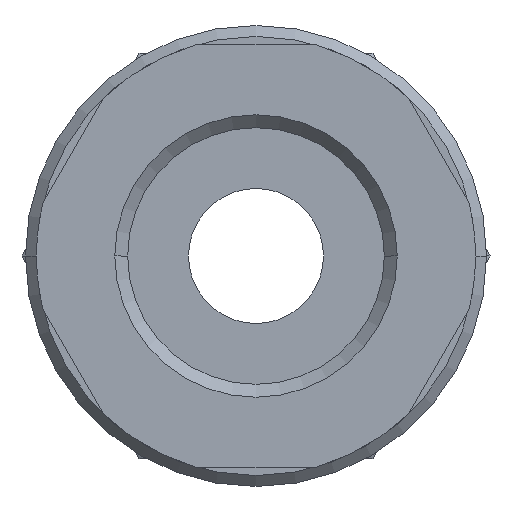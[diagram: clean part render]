
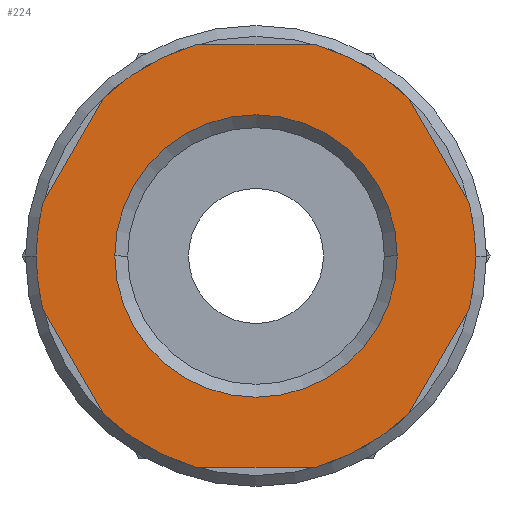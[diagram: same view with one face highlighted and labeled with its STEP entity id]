
A CAD part, front view. The second image highlights one B-rep face of the part: STEP entity #224.
In plain terms, the highlighted planar face has unit normal (0, -1, 0).
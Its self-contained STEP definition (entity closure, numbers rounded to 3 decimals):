
#224=ADVANCED_FACE('',(#465,#466),#467,.T.);
#465=FACE_BOUND('',#720,.T.);
#466=FACE_OUTER_BOUND('',#721,.T.);
#467=PLANE('',#722);
#720=EDGE_LOOP('',(#1268,#1269));
#721=EDGE_LOOP('',(#1270,#1271,#1272,#1273,#1274,#1275,#1276,#1277,#1278,#1279,#1280,#1281,#1282,#1283));
#722=AXIS2_PLACEMENT_3D('',#1284,#1285,#1286);
#1268=ORIENTED_EDGE('',*,*,#1601,.T.);
#1269=ORIENTED_EDGE('',*,*,#1675,.T.);
#1270=ORIENTED_EDGE('',*,*,#1676,.F.);
#1271=ORIENTED_EDGE('',*,*,#1593,.F.);
#1272=ORIENTED_EDGE('',*,*,#1567,.F.);
#1273=ORIENTED_EDGE('',*,*,#1606,.F.);
#1274=ORIENTED_EDGE('',*,*,#1518,.F.);
#1275=ORIENTED_EDGE('',*,*,#1669,.F.);
#1276=ORIENTED_EDGE('',*,*,#1648,.F.);
#1277=ORIENTED_EDGE('',*,*,#1508,.F.);
#1278=ORIENTED_EDGE('',*,*,#1677,.F.);
#1279=ORIENTED_EDGE('',*,*,#1678,.F.);
#1280=ORIENTED_EDGE('',*,*,#1679,.F.);
#1281=ORIENTED_EDGE('',*,*,#1624,.F.);
#1282=ORIENTED_EDGE('',*,*,#1528,.F.);
#1283=ORIENTED_EDGE('',*,*,#1680,.F.);
#1284=CARTESIAN_POINT('',(6.5,0.0,0.0));
#1285=DIRECTION('',(-0.0,-1.0,-0.0));
#1286=DIRECTION('',(-1.0,0.0,0.0));
#1508=EDGE_CURVE('',#1800,#1802,#1803,.T.);
#1518=EDGE_CURVE('',#1818,#1820,#1821,.T.);
#1528=EDGE_CURVE('',#1834,#1836,#1837,.T.);
#1567=EDGE_CURVE('',#1895,#1897,#1898,.T.);
#1593=EDGE_CURVE('',#1897,#1930,#1933,.T.);
#1601=EDGE_CURVE('',#1942,#1940,#1943,.T.);
#1606=EDGE_CURVE('',#1820,#1895,#1948,.T.);
#1624=EDGE_CURVE('',#1836,#1971,#1972,.T.);
#1648=EDGE_CURVE('',#1802,#1996,#2000,.T.);
#1669=EDGE_CURVE('',#1996,#1818,#2022,.T.);
#1675=EDGE_CURVE('',#1940,#1942,#2028,.T.);
#1676=EDGE_CURVE('',#1930,#2029,#2030,.T.);
#1677=EDGE_CURVE('',#2031,#1800,#2032,.T.);
#1678=EDGE_CURVE('',#2033,#2031,#2034,.T.);
#1679=EDGE_CURVE('',#1971,#2033,#2035,.T.);
#1680=EDGE_CURVE('',#2029,#1834,#2036,.T.);
#1800=VERTEX_POINT('',#2294);
#1802=VERTEX_POINT('',#2297);
#1803=LINE('',#2298,#2299);
#1818=VERTEX_POINT('',#2318);
#1820=VERTEX_POINT('',#2321);
#1821=LINE('',#2322,#2323);
#1834=VERTEX_POINT('',#2340);
#1836=VERTEX_POINT('',#2343);
#1837=CIRCLE('',#2344,13.0);
#1895=VERTEX_POINT('',#2480);
#1897=VERTEX_POINT('',#2483);
#1898=LINE('',#2484,#2485);
#1930=VERTEX_POINT('',#2534);
#1933=CIRCLE('',#2538,13.0);
#1940=VERTEX_POINT('',#2547);
#1942=VERTEX_POINT('',#2550);
#1943=CIRCLE('',#2551,8.36);
#1948=CIRCLE('',#2557,13.0);
#1971=VERTEX_POINT('',#2605);
#1972=LINE('',#2606,#2607);
#1996=VERTEX_POINT('',#2657);
#2000=CIRCLE('',#2662,13.0);
#2022=CIRCLE('',#2699,13.0);
#2028=CIRCLE('',#2716,8.36);
#2029=VERTEX_POINT('',#2717);
#2030=LINE('',#2718,#2719);
#2031=VERTEX_POINT('',#2720);
#2032=CIRCLE('',#2721,13.0);
#2033=VERTEX_POINT('',#2722);
#2034=LINE('',#2723,#2724);
#2035=CIRCLE('',#2725,13.0);
#2036=CIRCLE('',#2726,13.0);
#2294=CARTESIAN_POINT('',(9.04,0.0,9.342));
#2297=CARTESIAN_POINT('',(12.611,0.0,3.158));
#2298=CARTESIAN_POINT('',(11.638,0.0,4.843));
#2299=VECTOR('',#2827,1.0);
#2318=CARTESIAN_POINT('',(12.611,0.0,-3.158));
#2321=CARTESIAN_POINT('',(9.04,0.0,-9.342));
#2322=CARTESIAN_POINT('',(11.638,0.0,-4.843));
#2323=VECTOR('',#2839,1.0);
#2340=CARTESIAN_POINT('',(-13.0,0.0,0.));
#2343=CARTESIAN_POINT('',(-12.611,0.0,3.158));
#2344=AXIS2_PLACEMENT_3D('',#2851,#2852,#2853);
#2480=CARTESIAN_POINT('',(3.571,0.0,-12.5));
#2483=CARTESIAN_POINT('',(-3.571,0.0,-12.5));
#2484=CARTESIAN_POINT('',(3.25,0.0,-12.5));
#2485=VECTOR('',#2897,1.0);
#2534=CARTESIAN_POINT('',(-9.04,0.0,-9.342));
#2538=AXIS2_PLACEMENT_3D('',#2935,#2936,#2937);
#2547=CARTESIAN_POINT('',(8.36,0.0,0.));
#2550=CARTESIAN_POINT('',(-8.36,0.0,0.));
#2551=AXIS2_PLACEMENT_3D('',#2944,#2945,#2946);
#2557=AXIS2_PLACEMENT_3D('',#2954,#2955,#2956);
#2605=CARTESIAN_POINT('',(-9.04,0.0,9.342));
#2606=CARTESIAN_POINT('',(-10.013,0.0,7.657));
#2607=VECTOR('',#2978,1.0);
#2657=CARTESIAN_POINT('',(13.0,0.0,0.));
#2662=AXIS2_PLACEMENT_3D('',#3011,#3012,#3013);
#2699=AXIS2_PLACEMENT_3D('',#3036,#3037,#3038);
#2716=AXIS2_PLACEMENT_3D('',#3042,#3043,#3044);
#2717=CARTESIAN_POINT('',(-12.611,0.0,-3.158));
#2718=CARTESIAN_POINT('',(-10.013,0.0,-7.657));
#2719=VECTOR('',#3045,1.0);
#2720=CARTESIAN_POINT('',(3.571,0.0,12.5));
#2721=AXIS2_PLACEMENT_3D('',#3046,#3047,#3048);
#2722=CARTESIAN_POINT('',(-3.571,0.0,12.5));
#2723=CARTESIAN_POINT('',(3.25,0.0,12.5));
#2724=VECTOR('',#3049,1.0);
#2725=AXIS2_PLACEMENT_3D('',#3050,#3051,#3052);
#2726=AXIS2_PLACEMENT_3D('',#3053,#3054,#3055);
#2827=DIRECTION('',(0.5,0.0,-0.866));
#2839=DIRECTION('',(-0.5,0.0,-0.866));
#2851=CARTESIAN_POINT('',(0.0,0.0,0.0));
#2852=DIRECTION('',(-0.0,1.0,0.0));
#2853=DIRECTION('',(1.0,0.0,0.0));
#2897=DIRECTION('',(-1.0,0.0,0.0));
#2935=CARTESIAN_POINT('',(0.0,0.0,0.0));
#2936=DIRECTION('',(-0.0,1.0,0.0));
#2937=DIRECTION('',(1.0,0.0,0.0));
#2944=CARTESIAN_POINT('',(0.0,0.0,0.0));
#2945=DIRECTION('',(-0.0,1.0,0.0));
#2946=DIRECTION('',(1.0,0.0,0.0));
#2954=CARTESIAN_POINT('',(0.0,0.0,0.0));
#2955=DIRECTION('',(-0.0,1.0,0.0));
#2956=DIRECTION('',(1.0,0.0,0.0));
#2978=DIRECTION('',(0.5,-0.0,0.866));
#3011=CARTESIAN_POINT('',(0.0,0.0,0.0));
#3012=DIRECTION('',(-0.0,1.0,0.0));
#3013=DIRECTION('',(1.0,0.0,0.0));
#3036=CARTESIAN_POINT('',(0.0,0.0,0.0));
#3037=DIRECTION('',(-0.0,1.0,0.0));
#3038=DIRECTION('',(1.0,0.0,0.0));
#3042=CARTESIAN_POINT('',(0.0,0.0,0.0));
#3043=DIRECTION('',(-0.0,1.0,0.0));
#3044=DIRECTION('',(1.0,0.0,0.0));
#3045=DIRECTION('',(-0.5,0.0,0.866));
#3046=CARTESIAN_POINT('',(0.0,0.0,0.0));
#3047=DIRECTION('',(-0.0,1.0,0.0));
#3048=DIRECTION('',(1.0,0.0,0.0));
#3049=DIRECTION('',(1.0,-0.0,0.));
#3050=CARTESIAN_POINT('',(0.0,0.0,0.0));
#3051=DIRECTION('',(-0.0,1.0,0.0));
#3052=DIRECTION('',(1.0,0.0,0.0));
#3053=CARTESIAN_POINT('',(0.0,0.0,0.0));
#3054=DIRECTION('',(-0.0,1.0,0.0));
#3055=DIRECTION('',(1.0,0.0,0.0));
